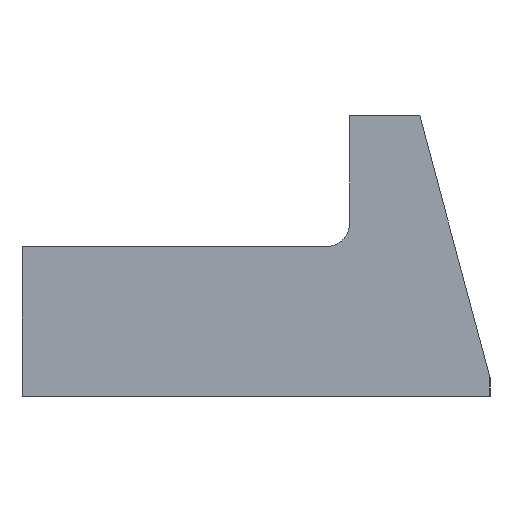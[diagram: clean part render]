
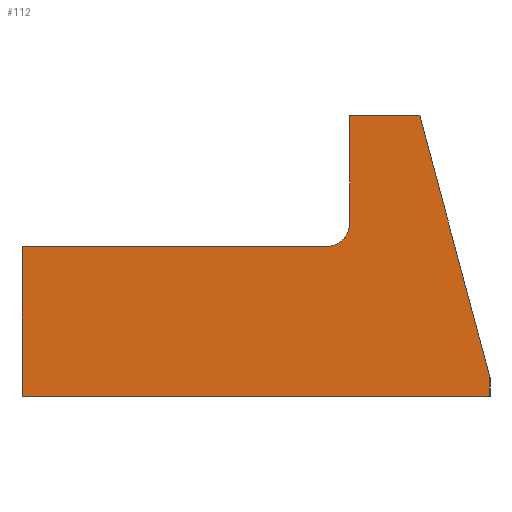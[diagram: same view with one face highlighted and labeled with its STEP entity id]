
A CAD part, left-side view. The second image highlights one B-rep face of the part: STEP entity #112.
In plain terms, the highlighted planar face has unit normal (-1, 0, 0).
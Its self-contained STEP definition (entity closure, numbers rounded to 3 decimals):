
#112=ADVANCED_FACE('',(#155),#141,.T.);
#141=PLANE('',#508);
#155=FACE_OUTER_BOUND('',#163,.T.);
#163=EDGE_LOOP('',(#278,#279,#280,#281,#282,#283,#284,#285));
#229=LINE('',#723,#253);
#230=LINE('',#725,#254);
#231=LINE('',#727,#255);
#232=LINE('',#729,#256);
#233=LINE('',#731,#257);
#234=LINE('',#733,#258);
#235=LINE('',#735,#259);
#253=VECTOR('',#577,1.);
#254=VECTOR('',#578,1.);
#255=VECTOR('',#579,1.);
#256=VECTOR('',#580,1.);
#257=VECTOR('',#581,1.);
#258=VECTOR('',#582,1.);
#259=VECTOR('',#583,1.);
#278=ORIENTED_EDGE('',*,*,#430,.F.);
#279=ORIENTED_EDGE('',*,*,#431,.F.);
#280=ORIENTED_EDGE('',*,*,#432,.F.);
#281=ORIENTED_EDGE('',*,*,#433,.T.);
#282=ORIENTED_EDGE('',*,*,#434,.F.);
#283=ORIENTED_EDGE('',*,*,#435,.F.);
#284=ORIENTED_EDGE('',*,*,#436,.F.);
#285=ORIENTED_EDGE('',*,*,#437,.F.);
#386=VERTEX_POINT('',#721);
#387=VERTEX_POINT('',#722);
#388=VERTEX_POINT('',#724);
#389=VERTEX_POINT('',#726);
#390=VERTEX_POINT('',#728);
#391=VERTEX_POINT('',#730);
#392=VERTEX_POINT('',#732);
#393=VERTEX_POINT('',#734);
#430=EDGE_CURVE('',#386,#387,#477,.T.);
#431=EDGE_CURVE('',#388,#386,#229,.T.);
#432=EDGE_CURVE('',#389,#388,#230,.T.);
#433=EDGE_CURVE('',#389,#390,#231,.T.);
#434=EDGE_CURVE('',#391,#390,#232,.T.);
#435=EDGE_CURVE('',#392,#391,#233,.T.);
#436=EDGE_CURVE('',#393,#392,#234,.T.);
#437=EDGE_CURVE('',#387,#393,#235,.T.);
#477=CIRCLE('',#507,5.);
#507=AXIS2_PLACEMENT_3D('',#720,#575,#576);
#508=AXIS2_PLACEMENT_3D('',#736,#584,#585);
#575=DIRECTION('',(-1.,0.,0.));
#576=DIRECTION('',(0.,0.,1.));
#577=DIRECTION('',(0.,-1.,0.));
#578=DIRECTION('',(0.,0.,1.));
#579=DIRECTION('',(0.,-1.,0.));
#580=DIRECTION('',(0.,0.,-1.));
#581=DIRECTION('',(0.,-0.259,-0.966));
#582=DIRECTION('',(0.,-1.,0.));
#583=DIRECTION('',(0.,0.,1.));
#584=DIRECTION('',(-1.,0.,0.));
#585=DIRECTION('',(0.,-1.,0.));
#720=CARTESIAN_POINT('',(-80.,-22.5,37.));
#721=CARTESIAN_POINT('',(-80.,-22.5,32.));
#722=CARTESIAN_POINT('',(-80.,-27.5,37.));
#723=CARTESIAN_POINT('',(-80.,0.,32.));
#724=CARTESIAN_POINT('',(-80.,42.5,32.));
#725=CARTESIAN_POINT('',(-80.,42.5,0.));
#726=CARTESIAN_POINT('',(-80.,42.5,0.));
#727=CARTESIAN_POINT('',(-80.,0.,0.));
#728=CARTESIAN_POINT('',(-80.,-57.5,0.));
#729=CARTESIAN_POINT('',(-80.,-57.5,0.));
#730=CARTESIAN_POINT('',(-80.,-57.5,4.019));
#731=CARTESIAN_POINT('',(-80.,-51.806,25.269));
#732=CARTESIAN_POINT('',(-80.,-42.5,60.));
#733=CARTESIAN_POINT('',(-80.,0.,60.));
#734=CARTESIAN_POINT('',(-80.,-27.5,60.));
#735=CARTESIAN_POINT('',(-80.,-27.5,0.));
#736=CARTESIAN_POINT('',(-80.,42.5,0.));
